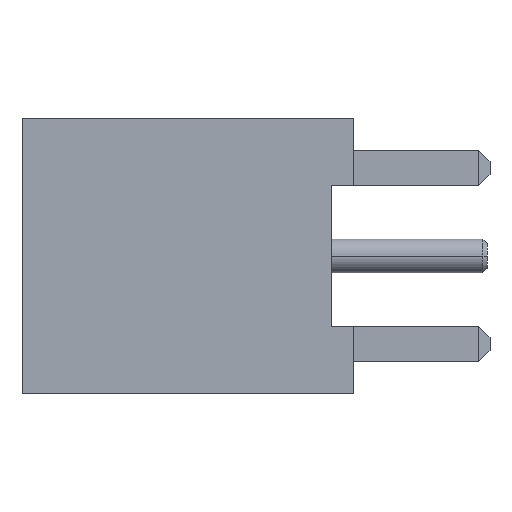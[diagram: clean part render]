
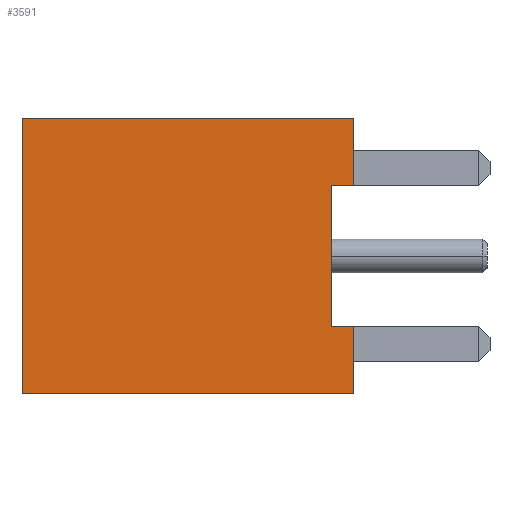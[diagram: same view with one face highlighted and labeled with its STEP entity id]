
A CAD part, left-side view. The second image highlights one B-rep face of the part: STEP entity #3591.
In plain terms, the highlighted planar face has unit normal (-1, 0, 0).
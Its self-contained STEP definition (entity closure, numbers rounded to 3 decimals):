
#999=DIRECTION('',(0.,-1.,0.));
#1000=VECTOR('',#999,9.525);
#1001=CARTESIAN_POINT('',(-6.401,3.988,-3.962));
#1002=LINE('',#1001,#1000);
#1015=DIRECTION('',(0.,0.,-1.));
#1016=VECTOR('',#1015,7.925);
#1017=CARTESIAN_POINT('',(-6.401,3.988,3.962));
#1018=LINE('',#1017,#1016);
#1241=DIRECTION('',(0.,0.,-1.));
#1242=VECTOR('',#1241,1.93);
#1243=CARTESIAN_POINT('',(-6.401,-5.537,-2.032));
#1244=LINE('',#1243,#1242);
#1253=DIRECTION('',(0.,1.,0.));
#1254=VECTOR('',#1253,0.635);
#1255=CARTESIAN_POINT('',(-6.401,-5.537,-2.032));
#1256=LINE('',#1255,#1254);
#1257=DIRECTION('',(0.,-1.,0.));
#1258=VECTOR('',#1257,9.525);
#1259=CARTESIAN_POINT('',(-6.401,3.988,3.962));
#1260=LINE('',#1259,#1258);
#1261=DIRECTION('',(0.,1.,0.));
#1262=VECTOR('',#1261,0.635);
#1263=CARTESIAN_POINT('',(-6.401,-5.537,2.032));
#1264=LINE('',#1263,#1262);
#1265=DIRECTION('',(0.,0.,1.));
#1266=VECTOR('',#1265,4.064);
#1267=CARTESIAN_POINT('',(-6.401,-4.902,-2.032));
#1268=LINE('',#1267,#1266);
#1273=DIRECTION('',(0.,0.,-1.));
#1274=VECTOR('',#1273,1.93);
#1275=CARTESIAN_POINT('',(-6.401,-5.537,3.962));
#1276=LINE('',#1275,#1274);
#1751=CARTESIAN_POINT('',(-6.401,3.988,3.962));
#1753=VERTEX_POINT('',#1751);
#1754=CARTESIAN_POINT('',(-6.401,3.988,-3.962));
#1755=VERTEX_POINT('',#1754);
#1760=CARTESIAN_POINT('',(-6.401,-5.537,3.962));
#1761=VERTEX_POINT('',#1760);
#1762=CARTESIAN_POINT('',(-6.401,-5.537,-3.962));
#1763=VERTEX_POINT('',#1762);
#1862=CARTESIAN_POINT('',(-6.401,-5.537,-2.032));
#1864=VERTEX_POINT('',#1862);
#1870=CARTESIAN_POINT('',(-6.401,-5.537,2.032));
#1872=VERTEX_POINT('',#1870);
#1878=CARTESIAN_POINT('',(-6.401,-4.902,-2.032));
#1879=VERTEX_POINT('',#1878);
#1880=CARTESIAN_POINT('',(-6.401,-4.902,2.032));
#1881=VERTEX_POINT('',#1880);
#3574=CARTESIAN_POINT('',(-6.401,3.988,3.962));
#3575=DIRECTION('',(-1.,0.,0.));
#3576=DIRECTION('',(0.,0.,-1.));
#3577=AXIS2_PLACEMENT_3D('',#3574,#3575,#3576);
#3578=PLANE('',#3577);
#3579=ORIENTED_EDGE('',*,*,#3456,.F.);
#3580=ORIENTED_EDGE('',*,*,#3557,.T.);
#3581=ORIENTED_EDGE('',*,*,#3200,.F.);
#3582=ORIENTED_EDGE('',*,*,#3218,.F.);
#3583=ORIENTED_EDGE('',*,*,#3238,.T.);
#3585=ORIENTED_EDGE('',*,*,#3584,.T.);
#3587=ORIENTED_EDGE('',*,*,#3586,.T.);
#3588=ORIENTED_EDGE('',*,*,#3410,.F.);
#3589=EDGE_LOOP('',(#3579,#3580,#3581,#3582,#3583,#3585,#3587,#3588));
#3590=FACE_OUTER_BOUND('',#3589,.F.);
#3591=ADVANCED_FACE('',(#3590),#3578,.T.);
#3200=EDGE_CURVE('',#1755,#1763,#1002,.T.);
#3218=EDGE_CURVE('',#1753,#1755,#1018,.T.);
#3238=EDGE_CURVE('',#1753,#1761,#1260,.T.);
#3410=EDGE_CURVE('',#1879,#1881,#1268,.T.);
#3456=EDGE_CURVE('',#1864,#1879,#1256,.T.);
#3557=EDGE_CURVE('',#1864,#1763,#1244,.T.);
#3584=EDGE_CURVE('',#1761,#1872,#1276,.T.);
#3586=EDGE_CURVE('',#1872,#1881,#1264,.T.);
